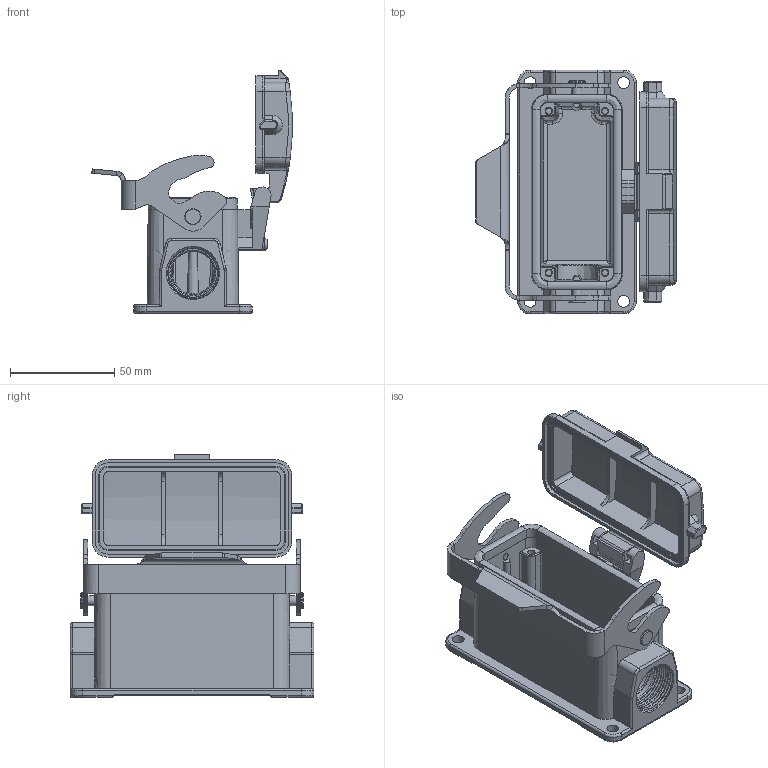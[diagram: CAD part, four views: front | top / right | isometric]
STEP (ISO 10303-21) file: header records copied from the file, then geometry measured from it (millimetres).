
FILE_DESCRIPTION(/* description */ (''),/* implementation_level */ '2;1');
FILE_NAME(/* name */ 'H16B-SF-1L-CV-XXX.stp',/* time_stamp */ '2024-08-04T10:02:54+08:00',/* author */ (''),/* organization */ (''),/* preprocessor_version */ 'ST-DEVELOPER v16',/* originating_system */ 'SIEMENS PLM Software NX 10.0',/* authorisation */ '');
FILE_SCHEMA (('AUTOMOTIVE_DESIGN { 1 0 10303 214 3 1 1 1 }'));
Length unit declared in the file: millimetre
Products named in the file (1): Admi1074E3C1bg4m
Bounding box: 96.26 x 117 x 116.69 mm (x, y, z)
Volume: 133770.7 mm3; surface area: 76440.8 mm2
Topology: 1 solids, 3 shells, 696 faces, 1787 edges, 1125 vertices
Faces by surface type: plane 307, cylinder 268, bspline 57, torus 37, cone 17, extrusion 6, revolution 4
Full cylindrical faces by diameter (mm): 3 x8, 3.2 x2, 3.5 x6, 4.8 x4, 5.5 x2, 5.7 x4, 7.8 x2, 23.499 x1, 23.5 x8
Entity records: 24133 total; most frequent: CARTESIAN_POINT 7843, ORIENTED_EDGE 3420, DIRECTION 3319, EDGE_CURVE 1710, AXIS2_PLACEMENT_3D 1189, VERTEX_POINT 1098, VECTOR 937, LINE 931
